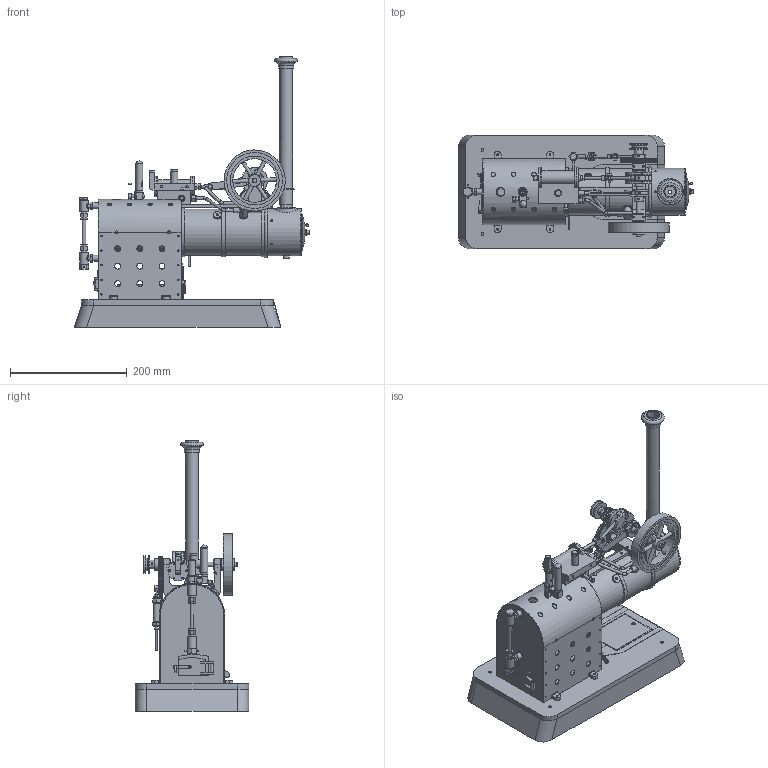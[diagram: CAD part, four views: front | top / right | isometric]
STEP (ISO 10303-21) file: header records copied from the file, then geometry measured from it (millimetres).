
FILE_DESCRIPTION(('FreeCAD Model'),'2;1');
FILE_NAME('Open CASCADE Shape Model','2025-05-01T00:38:40',('FreeCAD'),( 'FreeCAD'),'Open CASCADE STEP processor 7.6','FreeCAD','Unknown');
FILE_SCHEMA(('AUTOMOTIVE_DESIGN { 1 0 10303 214 1 1 1 1 }'));
Products named in the file (1): Open CASCADE STEP translator 7.6 1
Bounding box: 404.04 x 195 x 464.5 mm (x, y, z)
Volume: 3537595.9 mm3; surface area: 1189051.5 mm2
Topology: 111 solids, 111 shells, 1782 faces, 4349 edges, 2891 vertices
Faces by surface type: cylinder 952, plane 767, torus 22, cone 20, bspline 13, sphere 8
Full cylindrical faces by diameter (mm): 1.5 x5, 2 x17, 2.459 x41, 2.5 x3, 2.783 x1, 3 x95, 3.242 x5, 3.5 x1, 4 x44, 4.134 x9, 4.5 x7, 4.917 x1, 5 x37, 5.5 x1, 6 x20, 6.5 x1, 6.647 x3, 7 x5, 7.332 x1, 7.5 x8, 8 x42, 8.5 x1, 8.616 x2, 9 x12, 10 x33, 11 x12, 12 x10, 12.835 x2, 13 x1, 13.5 x1
Entity records: 62933 total; most frequent: CARTESIAN_POINT 18830, DIRECTION 9399, ORIENTED_EDGE 8678, EDGE_CURVE 4339, AXIS2_PLACEMENT_3D 3675, VERTEX_POINT 2888, FACE_BOUND 2474, EDGE_LOOP 2471
